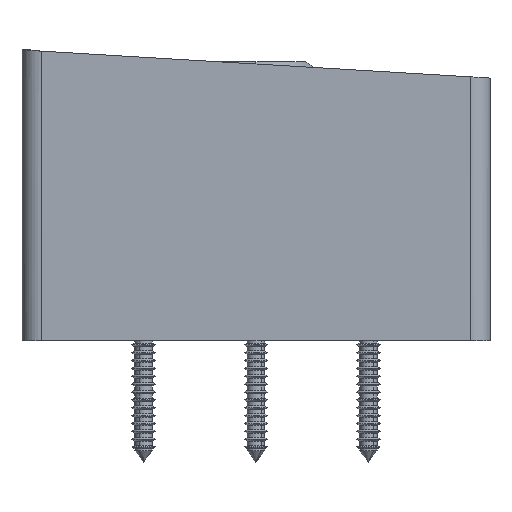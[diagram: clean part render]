
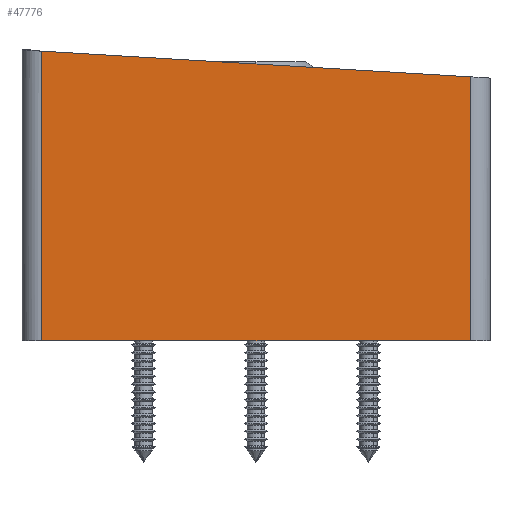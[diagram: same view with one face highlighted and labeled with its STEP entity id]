
A CAD part, left-side view. The second image highlights one B-rep face of the part: STEP entity #47776.
In plain terms, the highlighted planar face has unit normal (-1, 0, 0).
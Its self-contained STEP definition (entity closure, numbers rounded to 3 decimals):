
#128 = CARTESIAN_POINT ( 'NONE',  ( -41.75, 38.15, 0. ) ) ;
#953 = CARTESIAN_POINT ( 'NONE',  ( -41.75, -38.15, 53. ) ) ;
#1812 = ORIENTED_EDGE ( 'NONE', *, *, #7367, .T. ) ;
#2584 = EDGE_CURVE ( 'NONE', #13911, #4321, #36588, .T. ) ;
#2943 = CARTESIAN_POINT ( 'NONE',  ( -41.75, 38.15, 51.59 ) ) ;
#3514 = VERTEX_POINT ( 'NONE', #2943 ) ;
#4321 = VERTEX_POINT ( 'NONE', #35506 ) ;
#4866 = DIRECTION ( 'NONE',  ( 0., 0., -1. ) ) ;
#5384 = VECTOR ( 'NONE', #29320, 1000. ) ;
#7367 = EDGE_CURVE ( 'NONE', #3514, #13911, #13184, .T. ) ;
#7851 = VECTOR ( 'NONE', #30478, 1000. ) ;
#10446 = EDGE_LOOP ( 'NONE', ( #20470, #1812, #12212, #16425 ) ) ;
#12212 = ORIENTED_EDGE ( 'NONE', *, *, #2584, .T. ) ;
#13149 = VERTEX_POINT ( 'NONE', #46780 ) ;
#13184 = LINE ( 'NONE', #32732, #5384 ) ;
#13911 = VERTEX_POINT ( 'NONE', #23853 ) ;
#16294 = LINE ( 'NONE', #23142, #7851 ) ;
#16425 = ORIENTED_EDGE ( 'NONE', *, *, #24170, .F. ) ;
#18068 = DIRECTION ( 'NONE',  ( 1., 0., 0. ) ) ;
#18315 = CARTESIAN_POINT ( 'NONE',  ( -41.75, 38.15, 53. ) ) ;
#20470 = ORIENTED_EDGE ( 'NONE', *, *, #38731, .F. ) ;
#23142 = CARTESIAN_POINT ( 'NONE',  ( -41.75, 50.17, 52.311 ) ) ;
#23853 = CARTESIAN_POINT ( 'NONE',  ( -41.75, 38.15, 0. ) ) ;
#24170 = EDGE_CURVE ( 'NONE', #13149, #4321, #41775, .T. ) ;
#25726 = VECTOR ( 'NONE', #4866, 1000. ) ;
#29086 = PLANE ( 'NONE',  #30565 ) ;
#29320 = DIRECTION ( 'NONE',  ( 0., 0., -1. ) ) ;
#29321 = DIRECTION ( 'NONE',  ( 0., 1., 0. ) ) ;
#30478 = DIRECTION ( 'NONE',  ( 0., -0.998, -0.06 ) ) ;
#30565 = AXIS2_PLACEMENT_3D ( 'NONE', #18315, #18068, #29321 ) ;
#31161 = VECTOR ( 'NONE', #47595, 1000. ) ;
#32732 = CARTESIAN_POINT ( 'NONE',  ( -41.75, 38.15, 53. ) ) ;
#35506 = CARTESIAN_POINT ( 'NONE',  ( -41.75, -38.15, 0. ) ) ;
#36588 = LINE ( 'NONE', #128, #31161 ) ;
#36882 = FACE_OUTER_BOUND ( 'NONE', #10446, .T. ) ;
#38731 = EDGE_CURVE ( 'NONE', #3514, #13149, #16294, .T. ) ;
#41775 = LINE ( 'NONE', #953, #25726 ) ;
#46780 = CARTESIAN_POINT ( 'NONE',  ( -41.75, -38.15, 47.01 ) ) ;
#47595 = DIRECTION ( 'NONE',  ( 0., -1., 0. ) ) ;
#47776 = ADVANCED_FACE ( 'NONE', ( #36882 ), #29086, .F. ) ;
